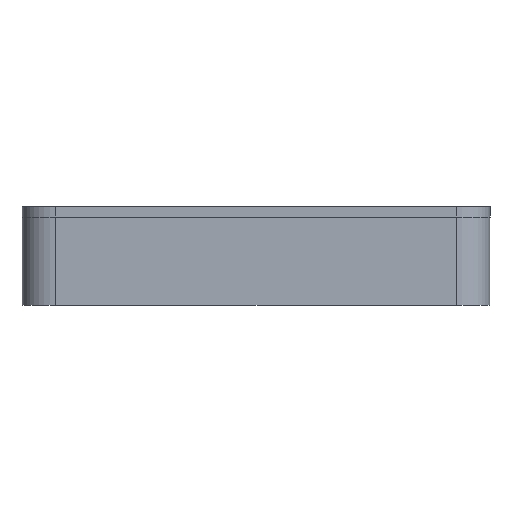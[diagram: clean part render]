
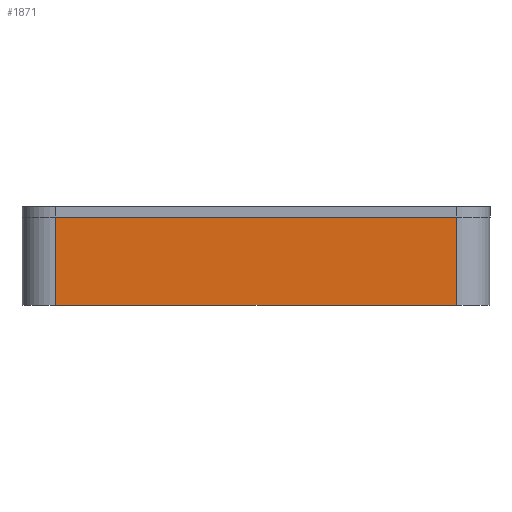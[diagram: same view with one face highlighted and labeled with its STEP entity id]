
A CAD part, front view. The second image highlights one B-rep face of the part: STEP entity #1871.
In plain terms, the highlighted planar face has unit normal (0, -1, 0).
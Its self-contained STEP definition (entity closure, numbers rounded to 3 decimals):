
#127=PLANE('',#2075);
#215=FACE_OUTER_BOUND('',#339,.T.);
#339=EDGE_LOOP('',(#1647,#1648,#1649,#1650));
#524=LINE('',#3100,#706);
#525=LINE('',#3112,#707);
#526=LINE('',#3116,#708);
#527=LINE('',#3117,#709);
#706=VECTOR('',#2537,10.);
#707=VECTOR('',#2550,10.);
#708=VECTOR('',#2555,10.);
#709=VECTOR('',#2556,10.);
#956=VERTEX_POINT('',#3097);
#957=VERTEX_POINT('',#3099);
#962=VERTEX_POINT('',#3111);
#963=VERTEX_POINT('',#3115);
#1192=EDGE_CURVE('',#956,#957,#524,.T.);
#1198=EDGE_CURVE('',#957,#962,#525,.T.);
#1200=EDGE_CURVE('',#963,#956,#526,.T.);
#1201=EDGE_CURVE('',#963,#962,#527,.T.);
#1647=ORIENTED_EDGE('',*,*,#1198,.F.);
#1648=ORIENTED_EDGE('',*,*,#1192,.F.);
#1649=ORIENTED_EDGE('',*,*,#1200,.F.);
#1650=ORIENTED_EDGE('',*,*,#1201,.T.);
#1871=ADVANCED_FACE('',(#215),#127,.T.);
#2075=AXIS2_PLACEMENT_3D('',#3114,#2553,#2554);
#2537=DIRECTION('',(1.,0.,0.));
#2550=DIRECTION('',(0.,0.,-1.));
#2553=DIRECTION('center_axis',(0.,-1.,0.));
#2554=DIRECTION('ref_axis',(1.,0.,0.));
#2555=DIRECTION('',(0.,0.,1.));
#2556=DIRECTION('',(1.,0.,0.));
#3097=CARTESIAN_POINT('',(-4.5,-9.5,13.));
#3099=CARTESIAN_POINT('',(54.5,-9.5,13.));
#3100=CARTESIAN_POINT('',(-9.5,-9.5,13.));
#3111=CARTESIAN_POINT('',(54.5,-9.5,0.));
#3112=CARTESIAN_POINT('',(54.5,-9.5,0.));
#3114=CARTESIAN_POINT('Origin',(-9.5,-9.5,0.));
#3115=CARTESIAN_POINT('',(-4.5,-9.5,0.));
#3116=CARTESIAN_POINT('',(-4.5,-9.5,0.));
#3117=CARTESIAN_POINT('',(-9.5,-9.5,0.));
